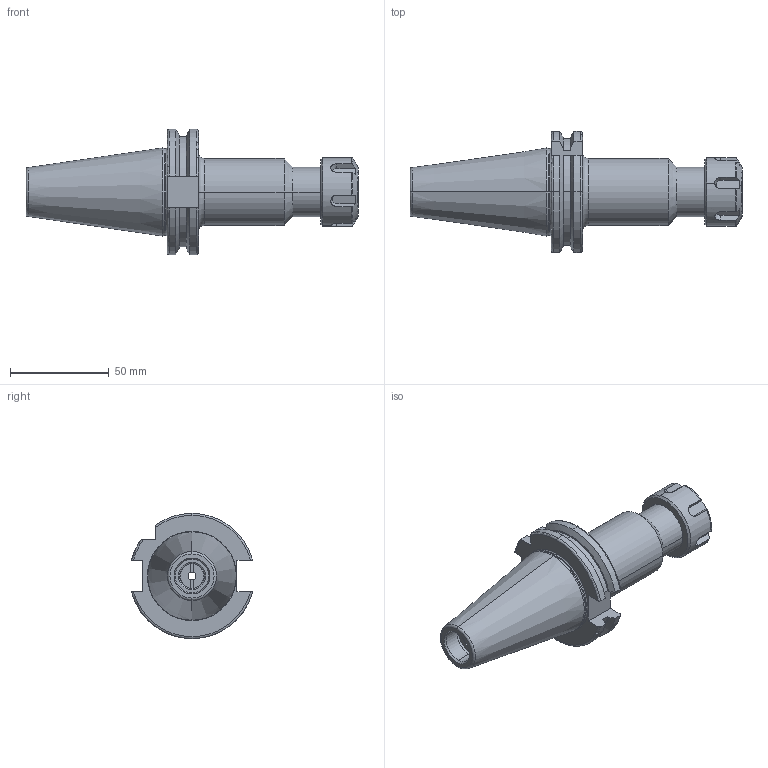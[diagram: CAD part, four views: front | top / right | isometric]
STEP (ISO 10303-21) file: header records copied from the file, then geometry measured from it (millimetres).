
FILE_DESCRIPTION (( 'STEP AP203' ), '1' );
FILE_NAME ('91406-ER120100.STEP', '2022-07-08T10:00:12', ( '' ), ( '' ), 'SwSTEP 2.0', 'SolidWorks 2018', '' );
FILE_SCHEMA (( 'CONFIG_CONTROL_DESIGN' ));
Length unit declared in the file: millimetre
Products named in the file (5): NUTER20; SCWM14X1.5; SK40CCHER20100WW; 91406-ER120100
Assembly tree (4 placements, depth 3):
  91406-ER120100
    SK40CCHER20100WW
      SK40CCHER20100WW
      NUTER20
      SCWM14X1.5
Bounding box: 168.4 x 61.48 x 63.55 mm (x, y, z)
Volume: 154009.1 mm3; surface area: 36161 mm2
Topology: 3 solids, 3 shells, 175 faces, 447 edges, 285 vertices
Faces by surface type: plane 63, cylinder 44, cone 42, torus 26
Entity records: 6265 total; most frequent: CARTESIAN_POINT 1461, DIRECTION 936, ORIENTED_EDGE 894, EDGE_CURVE 447, AXIS2_PLACEMENT_3D 378, VERTEX_POINT 285, CIRCLE 195, EDGE_LOOP 188
